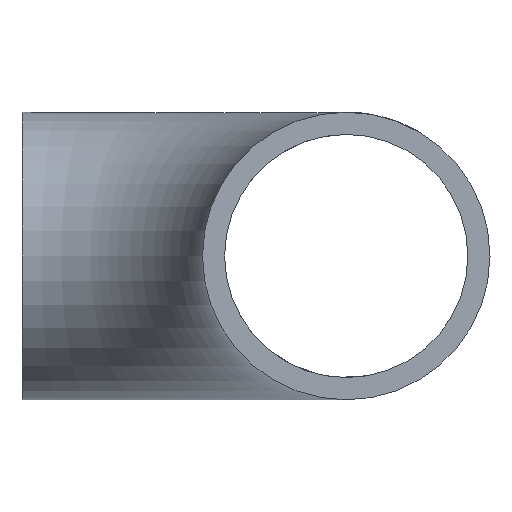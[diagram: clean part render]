
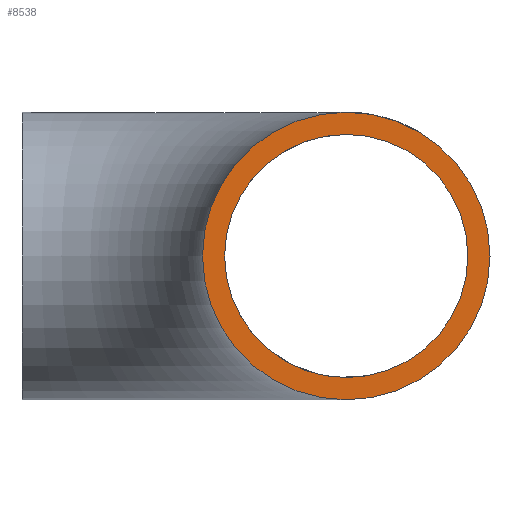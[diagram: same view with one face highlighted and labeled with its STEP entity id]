
A CAD part, left-side view. The second image highlights one B-rep face of the part: STEP entity #8538.
In plain terms, the highlighted planar face has unit normal (-1, 0, 0).
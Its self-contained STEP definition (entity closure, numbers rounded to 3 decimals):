
#184 = CIRCLE ( 'NONE', #15567, 14.25 ) ;
#460 = CIRCLE ( 'NONE', #15286, 16.85 ) ;
#1307 = AXIS2_PLACEMENT_3D ( 'NONE', #5021, #9425, #11877 ) ;
#1498 = VERTEX_POINT ( 'NONE', #3350 ) ;
#1652 = CARTESIAN_POINT ( 'NONE',  ( 0., 0., 0. ) ) ;
#2623 = ORIENTED_EDGE ( 'NONE', *, *, #5939, .F. ) ;
#3196 = EDGE_LOOP ( 'NONE', ( #7478, #3596 ) ) ;
#3350 = CARTESIAN_POINT ( 'NONE',  ( 0., 0., -16.85 ) ) ;
#3596 = ORIENTED_EDGE ( 'NONE', *, *, #6932, .T. ) ;
#3660 = DIRECTION ( 'NONE',  ( 1., 0., 0. ) ) ;
#3857 = CARTESIAN_POINT ( 'NONE',  ( 0., 0., 0. ) ) ;
#4156 = CARTESIAN_POINT ( 'NONE',  ( 0., 0., 16.85 ) ) ;
#4425 = DIRECTION ( 'NONE',  ( 1., 0., 0. ) ) ;
#4878 = EDGE_LOOP ( 'NONE', ( #11350, #2623 ) ) ;
#5021 = CARTESIAN_POINT ( 'NONE',  ( 0., 0., 0. ) ) ;
#5211 = CARTESIAN_POINT ( 'NONE',  ( 0., 0., 0. ) ) ;
#5230 = VERTEX_POINT ( 'NONE', #11222 ) ;
#5612 = EDGE_CURVE ( 'NONE', #1498, #6570, #8878, .T. ) ;
#5939 = EDGE_CURVE ( 'NONE', #6570, #1498, #460, .T. ) ;
#6285 = EDGE_CURVE ( 'NONE', #9167, #5230, #184, .T. ) ;
#6570 = VERTEX_POINT ( 'NONE', #4156 ) ;
#6645 = AXIS2_PLACEMENT_3D ( 'NONE', #3857, #9301, #15760 ) ;
#6932 = EDGE_CURVE ( 'NONE', #5230, #9167, #14196, .T. ) ;
#7178 = FACE_OUTER_BOUND ( 'NONE', #4878, .T. ) ;
#7478 = ORIENTED_EDGE ( 'NONE', *, *, #6285, .T. ) ;
#8538 = ADVANCED_FACE ( 'NONE', ( #13664, #7178 ), #9649, .F. ) ;
#8878 = CIRCLE ( 'NONE', #1307, 16.85 ) ;
#9167 = VERTEX_POINT ( 'NONE', #12985 ) ;
#9301 = DIRECTION ( 'NONE',  ( 1., 0., 0. ) ) ;
#9425 = DIRECTION ( 'NONE',  ( 1., 0., 0. ) ) ;
#9649 = PLANE ( 'NONE',  #13380 ) ;
#9804 = CARTESIAN_POINT ( 'NONE',  ( 0., 0., 0. ) ) ;
#11222 = CARTESIAN_POINT ( 'NONE',  ( 0., 0., -14.25 ) ) ;
#11350 = ORIENTED_EDGE ( 'NONE', *, *, #5612, .F. ) ;
#11877 = DIRECTION ( 'NONE',  ( 0., 0., -1. ) ) ;
#12358 = DIRECTION ( 'NONE',  ( 0., 0., -1. ) ) ;
#12433 = DIRECTION ( 'NONE',  ( 0., 0., -1. ) ) ;
#12529 = DIRECTION ( 'NONE',  ( 1., 0., 0. ) ) ;
#12985 = CARTESIAN_POINT ( 'NONE',  ( 0., 0., 14.25 ) ) ;
#13048 = DIRECTION ( 'NONE',  ( 0., 0., -1. ) ) ;
#13380 = AXIS2_PLACEMENT_3D ( 'NONE', #1652, #12529, #12358 ) ;
#13664 = FACE_BOUND ( 'NONE', #3196, .T. ) ;
#14196 = CIRCLE ( 'NONE', #6645, 14.25 ) ;
#15286 = AXIS2_PLACEMENT_3D ( 'NONE', #9804, #4425, #12433 ) ;
#15567 = AXIS2_PLACEMENT_3D ( 'NONE', #5211, #3660, #13048 ) ;
#15760 = DIRECTION ( 'NONE',  ( 0., 0., -1. ) ) ;
